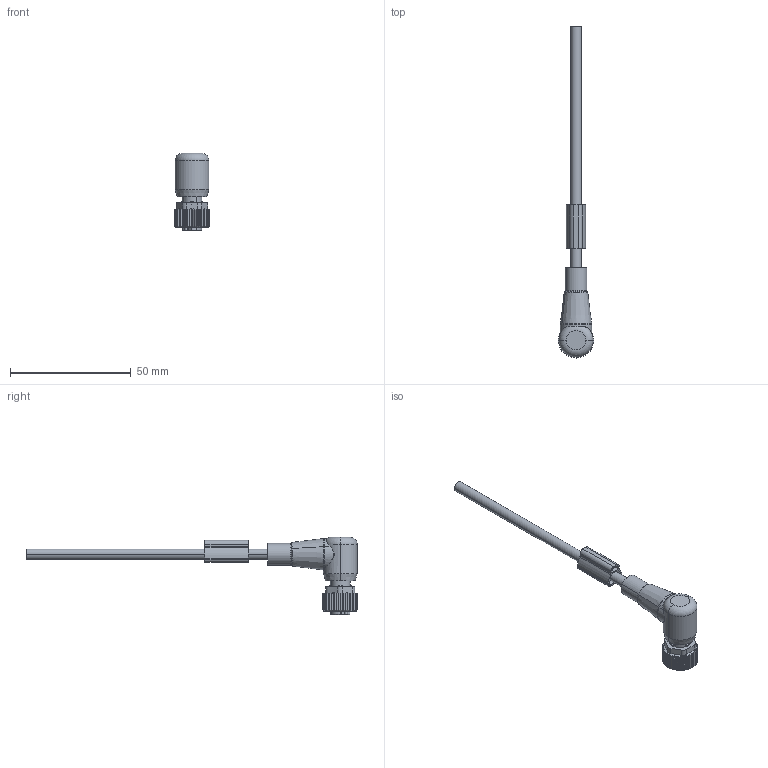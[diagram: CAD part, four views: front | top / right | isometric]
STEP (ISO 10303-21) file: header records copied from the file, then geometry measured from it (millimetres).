
FILE_DESCRIPTION(('CATIA V5 STEP Exchange','CAx-IF Rec.Pracs.--- Model Styling and Organization---1.4--- 2014-01-23'),'2;1');
FILE_NAME ('005114-4_0_1061890500_1061890500.stp','2020-05-06T06:45:30+00:00',('none'),('Weidmueller'),'CATIA Version 5-6 Release 2016 SP3 HF44','CATIA V5 STEP AP214','none');
FILE_SCHEMA(('AUTOMOTIVE_DESIGN { 1 0 10303 214 1 1 1 1 }'));
Length unit declared in the file: millimetre
Products named in the file (1): 1061890500
Bounding box: 14.52 x 137.3 x 32 mm (x, y, z)
Volume: 8056.2 mm3; surface area: 7099.9 mm2
Topology: 15 solids, 15 shells, 636 faces, 1587 edges, 994 vertices
Faces by surface type: plane 264, cylinder 210, cone 82, torus 53, bspline 19, sphere 4, revolution 4
Entity records: 19139 total; most frequent: CARTESIAN_POINT 5588, ORIENTED_EDGE 3134, DIRECTION 2078, EDGE_CURVE 1567, AXIS2_PLACEMENT_3D 994, VERTEX_POINT 994, EDGE_LOOP 689, VECTOR 644
